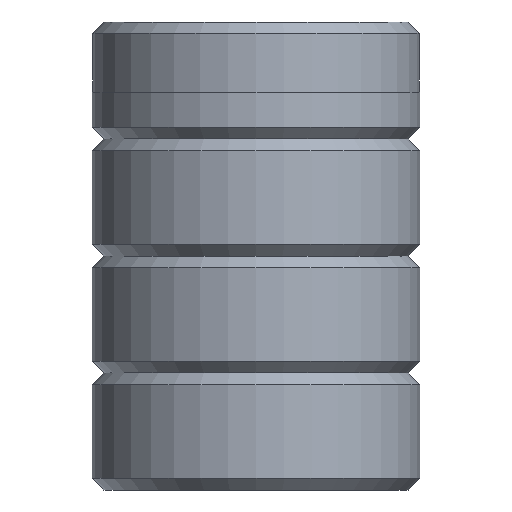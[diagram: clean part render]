
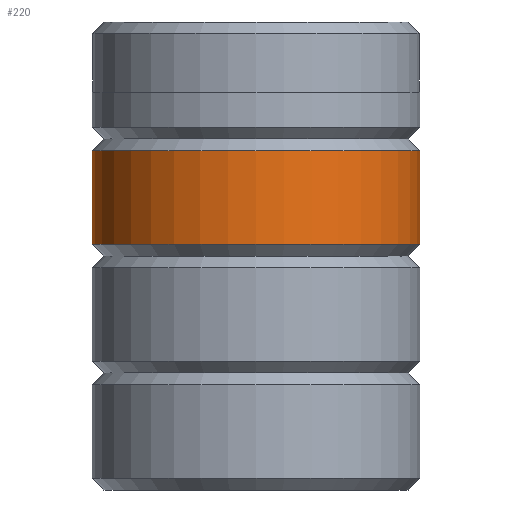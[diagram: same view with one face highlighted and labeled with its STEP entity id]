
A CAD part, front view. The second image highlights one B-rep face of the part: STEP entity #220.
In plain terms, the highlighted cylindrical face has radius 7 mm (diameter 14 mm), a partial arc.
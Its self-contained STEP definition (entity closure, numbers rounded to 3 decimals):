
#11 = ORIENTED_EDGE ( 'NONE', *, *, #463, .T. ) ;
#220 = ADVANCED_FACE ( 'NONE', ( #1117 ), #1953, .T. ) ;
#256 = VERTEX_POINT ( 'NONE', #1702 ) ;
#380 = ORIENTED_EDGE ( 'NONE', *, *, #1613, .F. ) ;
#422 = AXIS2_PLACEMENT_3D ( 'NONE', #1377, #486, #1533 ) ;
#454 = VERTEX_POINT ( 'NONE', #526 ) ;
#463 = EDGE_CURVE ( 'NONE', #1010, #1677, #1487, .T. ) ;
#486 = DIRECTION ( 'NONE',  ( 0., 0., -1. ) ) ;
#526 = CARTESIAN_POINT ( 'NONE',  ( 7., 0., 10.5 ) ) ;
#538 = EDGE_CURVE ( 'NONE', #454, #1677, #1828, .T. ) ;
#703 = CARTESIAN_POINT ( 'NONE',  ( 7., 0., 20. ) ) ;
#747 = CIRCLE ( 'NONE', #1369, 7. ) ;
#787 = LINE ( 'NONE', #703, #1559 ) ;
#799 = ORIENTED_EDGE ( 'NONE', *, *, #1672, .T. ) ;
#844 = ORIENTED_EDGE ( 'NONE', *, *, #538, .F. ) ;
#871 = DIRECTION ( 'NONE',  ( 0., 0., -1. ) ) ;
#885 = AXIS2_PLACEMENT_3D ( 'NONE', #1442, #1307, #1333 ) ;
#1010 = VERTEX_POINT ( 'NONE', #1068 ) ;
#1068 = CARTESIAN_POINT ( 'NONE',  ( -7., 0., 14.5 ) ) ;
#1091 = VECTOR ( 'NONE', #1290, 1000. ) ;
#1117 = FACE_OUTER_BOUND ( 'NONE', #1361, .T. ) ;
#1159 = CARTESIAN_POINT ( 'NONE',  ( -7., 0., 10.5 ) ) ;
#1290 = DIRECTION ( 'NONE',  ( 0., 0., -1. ) ) ;
#1307 = DIRECTION ( 'NONE',  ( 0., 0., -1. ) ) ;
#1333 = DIRECTION ( 'NONE',  ( -1., 0., 0. ) ) ;
#1361 = EDGE_LOOP ( 'NONE', ( #380, #799, #11, #844 ) ) ;
#1369 = AXIS2_PLACEMENT_3D ( 'NONE', #1751, #871, #1895 ) ;
#1377 = CARTESIAN_POINT ( 'NONE',  ( 0., 0., 10.5 ) ) ;
#1442 = CARTESIAN_POINT ( 'NONE',  ( 0., 0., 20. ) ) ;
#1487 = LINE ( 'NONE', #1731, #1091 ) ;
#1533 = DIRECTION ( 'NONE',  ( -1., 0., 0. ) ) ;
#1559 = VECTOR ( 'NONE', #1733, 1000. ) ;
#1613 = EDGE_CURVE ( 'NONE', #256, #454, #787, .T. ) ;
#1672 = EDGE_CURVE ( 'NONE', #256, #1010, #747, .T. ) ;
#1677 = VERTEX_POINT ( 'NONE', #1159 ) ;
#1702 = CARTESIAN_POINT ( 'NONE',  ( 7., 0., 14.5 ) ) ;
#1731 = CARTESIAN_POINT ( 'NONE',  ( -7., 0., 20. ) ) ;
#1733 = DIRECTION ( 'NONE',  ( 0., 0., -1. ) ) ;
#1751 = CARTESIAN_POINT ( 'NONE',  ( 0., 0., 14.5 ) ) ;
#1828 = CIRCLE ( 'NONE', #422, 7. ) ;
#1895 = DIRECTION ( 'NONE',  ( -1., 0., 0. ) ) ;
#1953 = CYLINDRICAL_SURFACE ( 'NONE', #885, 7. ) ;
